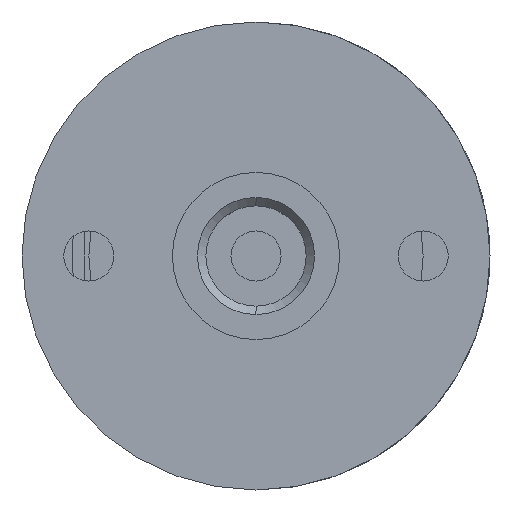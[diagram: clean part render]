
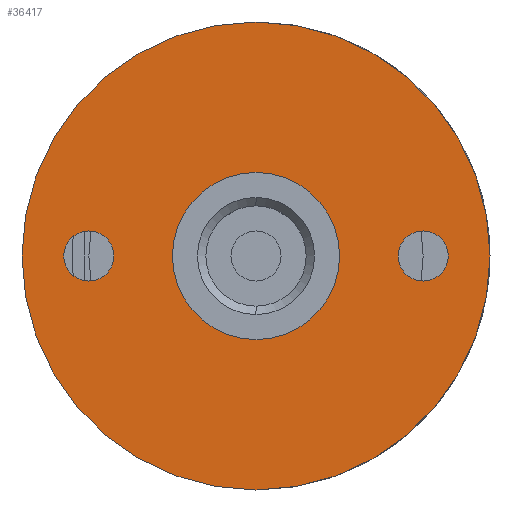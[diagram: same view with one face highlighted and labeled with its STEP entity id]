
A CAD part, front view. The second image highlights one B-rep face of the part: STEP entity #36417.
In plain terms, the highlighted planar face has unit normal (0, -1, 0).
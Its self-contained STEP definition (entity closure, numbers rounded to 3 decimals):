
#123 = DIRECTION ( 'NONE',  ( 0., 0., -1. ) ) ;
#124 = DIRECTION ( 'NONE',  ( 0., -1., 0. ) ) ;
#125 = CARTESIAN_POINT ( 'NONE',  ( 0., 0., 0. ) ) ;
#485 = CARTESIAN_POINT ( 'NONE',  ( 0., 0., 14. ) ) ;
#568 = CARTESIAN_POINT ( 'NONE',  ( -10., 0., 1.5 ) ) ;
#621 = CARTESIAN_POINT ( 'NONE',  ( 0., 0., -14. ) ) ;
#626 = CARTESIAN_POINT ( 'NONE',  ( -10., 0., -1.5 ) ) ;
#715 = CARTESIAN_POINT ( 'NONE',  ( 10., 0., 1.5 ) ) ;
#823 = CARTESIAN_POINT ( 'NONE',  ( 0., 0., 5. ) ) ;
#4300 = VERTEX_POINT ( 'NONE', #621 ) ;
#4304 = VERTEX_POINT ( 'NONE', #568 ) ;
#4325 = VERTEX_POINT ( 'NONE', #823 ) ;
#4345 = VERTEX_POINT ( 'NONE', #485 ) ;
#4346 = VERTEX_POINT ( 'NONE', #626 ) ;
#4368 = VERTEX_POINT ( 'NONE', #715 ) ;
#5772 = EDGE_CURVE ( 'NONE', #4325, #38316, #15325, .T. ) ;
#5863 = EDGE_CURVE ( 'NONE', #4345, #4300, #15386, .T. ) ;
#5866 = EDGE_CURVE ( 'NONE', #4304, #4346, #15297, .T. ) ;
#5873 = EDGE_CURVE ( 'NONE', #4300, #4345, #15380, .T. ) ;
#5874 = EDGE_CURVE ( 'NONE', #38316, #4325, #15308, .T. ) ;
#5875 = EDGE_CURVE ( 'NONE', #4346, #4304, #15382, .T. ) ;
#5876 = EDGE_CURVE ( 'NONE', #38317, #4368, #15376, .T. ) ;
#7726 = AXIS2_PLACEMENT_3D ( 'NONE', #21173, #21174, #21175 ) ;
#8327 = CIRCLE ( 'NONE', #8556, 1.5 ) ;
#8556 = AXIS2_PLACEMENT_3D ( 'NONE', #17576, #17577, #17578 ) ;
#11973 = EDGE_LOOP ( 'NONE', ( #37181, #37179 ) ) ;
#12023 = EDGE_LOOP ( 'NONE', ( #37183, #37180 ) ) ;
#12045 = EDGE_LOOP ( 'NONE', ( #37185, #37182 ) ) ;
#12049 = EDGE_LOOP ( 'NONE', ( #37175, #37176 ) ) ;
#15297 = CIRCLE ( 'NONE', #15434, 1.5 ) ;
#15308 = CIRCLE ( 'NONE', #15393, 5. ) ;
#15316 = AXIS2_PLACEMENT_3D ( 'NONE', #43694, #43692, #43691 ) ;
#15318 = AXIS2_PLACEMENT_3D ( 'NONE', #125, #124, #123 ) ;
#15325 = CIRCLE ( 'NONE', #15318, 5. ) ;
#15365 = AXIS2_PLACEMENT_3D ( 'NONE', #43625, #43623, #43622 ) ;
#15376 = CIRCLE ( 'NONE', #15378, 1.5 ) ;
#15378 = AXIS2_PLACEMENT_3D ( 'NONE', #43601, #43600, #43597 ) ;
#15380 = CIRCLE ( 'NONE', #15365, 14. ) ;
#15382 = CIRCLE ( 'NONE', #15392, 1.5 ) ;
#15386 = CIRCLE ( 'NONE', #15316, 14. ) ;
#15392 = AXIS2_PLACEMENT_3D ( 'NONE', #43612, #43611, #43609 ) ;
#15393 = AXIS2_PLACEMENT_3D ( 'NONE', #43619, #43617, #43614 ) ;
#15434 = AXIS2_PLACEMENT_3D ( 'NONE', #43676, #43674, #43672 ) ;
#17576 = CARTESIAN_POINT ( 'NONE',  ( 10., 0., 0. ) ) ;
#17577 = DIRECTION ( 'NONE',  ( 0., -1., 0. ) ) ;
#17578 = DIRECTION ( 'NONE',  ( 0., 0., -1. ) ) ;
#18372 = CARTESIAN_POINT ( 'NONE',  ( 0., 0., -5. ) ) ;
#18373 = CARTESIAN_POINT ( 'NONE',  ( 10., 0., -1.5 ) ) ;
#20159 = FACE_BOUND ( 'NONE', #12045, .T. ) ;
#20160 = FACE_BOUND ( 'NONE', #12023, .T. ) ;
#20161 = FACE_OUTER_BOUND ( 'NONE', #12049, .T. ) ;
#20162 = FACE_BOUND ( 'NONE', #11973, .T. ) ;
#21172 = PLANE ( 'NONE',  #7726 ) ;
#21173 = CARTESIAN_POINT ( 'NONE',  ( 0., 0., 0. ) ) ;
#21174 = DIRECTION ( 'NONE',  ( 0., 1., 0. ) ) ;
#21175 = DIRECTION ( 'NONE',  ( 0., 0., 1. ) ) ;
#36417 = ADVANCED_FACE ( 'NONE', ( #20159, #20160, #20161, #20162 ), #21172, .F. ) ;
#37175 = ORIENTED_EDGE ( 'NONE', *, *, #5873, .F. ) ;
#37176 = ORIENTED_EDGE ( 'NONE', *, *, #5863, .F. ) ;
#37179 = ORIENTED_EDGE ( 'NONE', *, *, #5876, .F. ) ;
#37180 = ORIENTED_EDGE ( 'NONE', *, *, #5875, .F. ) ;
#37181 = ORIENTED_EDGE ( 'NONE', *, *, #38985, .F. ) ;
#37182 = ORIENTED_EDGE ( 'NONE', *, *, #5772, .F. ) ;
#37183 = ORIENTED_EDGE ( 'NONE', *, *, #5866, .F. ) ;
#37185 = ORIENTED_EDGE ( 'NONE', *, *, #5874, .F. ) ;
#38316 = VERTEX_POINT ( 'NONE', #18372 ) ;
#38317 = VERTEX_POINT ( 'NONE', #18373 ) ;
#38985 = EDGE_CURVE ( 'NONE', #4368, #38317, #8327, .T. ) ;
#43597 = DIRECTION ( 'NONE',  ( 0., 0., -1. ) ) ;
#43600 = DIRECTION ( 'NONE',  ( 0., -1., 0. ) ) ;
#43601 = CARTESIAN_POINT ( 'NONE',  ( 10., 0., 0. ) ) ;
#43609 = DIRECTION ( 'NONE',  ( 0., 0., -1. ) ) ;
#43611 = DIRECTION ( 'NONE',  ( 0., -1., 0. ) ) ;
#43612 = CARTESIAN_POINT ( 'NONE',  ( -10., 0., 0. ) ) ;
#43614 = DIRECTION ( 'NONE',  ( 0., 0., -1. ) ) ;
#43617 = DIRECTION ( 'NONE',  ( 0., -1., 0. ) ) ;
#43619 = CARTESIAN_POINT ( 'NONE',  ( 0., 0., 0. ) ) ;
#43622 = DIRECTION ( 'NONE',  ( 0., 0., 1. ) ) ;
#43623 = DIRECTION ( 'NONE',  ( 0., 1., 0. ) ) ;
#43625 = CARTESIAN_POINT ( 'NONE',  ( 0., 0., 0. ) ) ;
#43672 = DIRECTION ( 'NONE',  ( 0., 0., -1. ) ) ;
#43674 = DIRECTION ( 'NONE',  ( 0., -1., 0. ) ) ;
#43676 = CARTESIAN_POINT ( 'NONE',  ( -10., 0., 0. ) ) ;
#43691 = DIRECTION ( 'NONE',  ( 0., 0., 1. ) ) ;
#43692 = DIRECTION ( 'NONE',  ( 0., 1., 0. ) ) ;
#43694 = CARTESIAN_POINT ( 'NONE',  ( 0., 0., 0. ) ) ;
